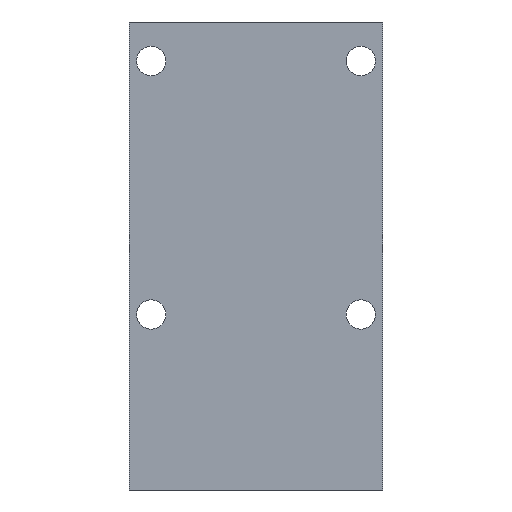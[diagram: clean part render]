
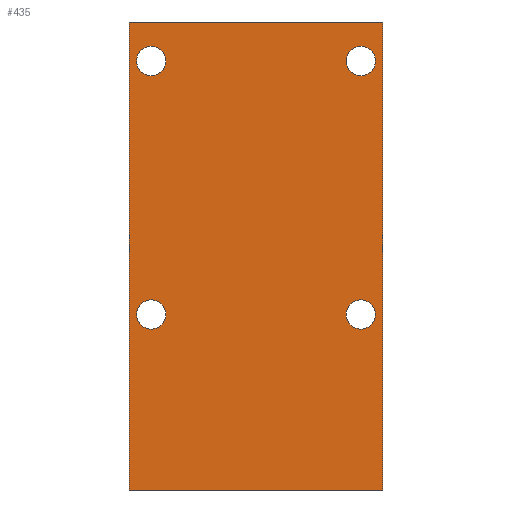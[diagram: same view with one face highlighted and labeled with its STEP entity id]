
A CAD part, front view. The second image highlights one B-rep face of the part: STEP entity #435.
In plain terms, the highlighted planar face has unit normal (0, -1, 0).
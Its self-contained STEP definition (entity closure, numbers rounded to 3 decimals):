
#23=FACE_BOUND('',#89,.T.);
#24=FACE_BOUND('',#90,.T.);
#25=FACE_BOUND('',#91,.T.);
#26=FACE_BOUND('',#92,.T.);
#36=PLANE('',#485);
#58=FACE_OUTER_BOUND('',#88,.T.);
#88=EDGE_LOOP('',(#377,#378,#379,#380));
#89=EDGE_LOOP('',(#381));
#90=EDGE_LOOP('',(#382));
#91=EDGE_LOOP('',(#383));
#92=EDGE_LOOP('',(#384));
#115=LINE('',#675,#159);
#133=LINE('',#713,#177);
#134=LINE('',#714,#178);
#135=LINE('',#715,#179);
#159=VECTOR('',#560,10.);
#177=VECTOR('',#590,10.);
#178=VECTOR('',#591,10.);
#179=VECTOR('',#592,10.);
#191=CIRCLE('',#463,1.5);
#193=CIRCLE('',#466,1.5);
#195=CIRCLE('',#469,1.5);
#197=CIRCLE('',#472,1.5);
#205=VERTEX_POINT('',#625);
#207=VERTEX_POINT('',#631);
#209=VERTEX_POINT('',#637);
#211=VERTEX_POINT('',#643);
#221=VERTEX_POINT('',#672);
#222=VERTEX_POINT('',#674);
#235=VERTEX_POINT('',#711);
#236=VERTEX_POINT('',#712);
#246=EDGE_CURVE('',#205,#205,#191,.T.);
#249=EDGE_CURVE('',#207,#207,#193,.T.);
#252=EDGE_CURVE('',#209,#209,#195,.T.);
#255=EDGE_CURVE('',#211,#211,#197,.T.);
#269=EDGE_CURVE('',#221,#222,#115,.T.);
#287=EDGE_CURVE('',#235,#236,#133,.T.);
#288=EDGE_CURVE('',#236,#222,#134,.T.);
#289=EDGE_CURVE('',#235,#221,#135,.T.);
#377=ORIENTED_EDGE('',*,*,#287,.T.);
#378=ORIENTED_EDGE('',*,*,#288,.T.);
#379=ORIENTED_EDGE('',*,*,#269,.F.);
#380=ORIENTED_EDGE('',*,*,#289,.F.);
#381=ORIENTED_EDGE('',*,*,#246,.T.);
#382=ORIENTED_EDGE('',*,*,#249,.T.);
#383=ORIENTED_EDGE('',*,*,#252,.T.);
#384=ORIENTED_EDGE('',*,*,#255,.T.);
#435=ADVANCED_FACE('',(#58,#23,#24,#25,#26),#36,.T.);
#463=AXIS2_PLACEMENT_3D('',#627,#512,#513);
#466=AXIS2_PLACEMENT_3D('',#633,#519,#520);
#469=AXIS2_PLACEMENT_3D('',#639,#526,#527);
#472=AXIS2_PLACEMENT_3D('',#645,#533,#534);
#485=AXIS2_PLACEMENT_3D('',#710,#588,#589);
#512=DIRECTION('center_axis',(0.,1.,0.));
#513=DIRECTION('ref_axis',(-1.,0.,0.));
#519=DIRECTION('center_axis',(0.,1.,0.));
#520=DIRECTION('ref_axis',(-1.,0.,0.));
#526=DIRECTION('center_axis',(0.,1.,0.));
#527=DIRECTION('ref_axis',(-1.,0.,0.));
#533=DIRECTION('center_axis',(0.,1.,0.));
#534=DIRECTION('ref_axis',(-1.,0.,0.));
#560=DIRECTION('',(1.,0.,0.));
#588=DIRECTION('center_axis',(0.,-1.,0.));
#589=DIRECTION('ref_axis',(1.,0.,0.));
#590=DIRECTION('',(1.,0.,0.));
#591=DIRECTION('',(0.,0.,1.));
#592=DIRECTION('',(0.,0.,1.));
#625=CARTESIAN_POINT('',(3.75,0.,44.));
#627=CARTESIAN_POINT('Origin',(2.25,0.,44.));
#631=CARTESIAN_POINT('',(25.25,0.,18.));
#633=CARTESIAN_POINT('Origin',(23.75,0.,18.));
#637=CARTESIAN_POINT('',(25.25,0.,44.));
#639=CARTESIAN_POINT('Origin',(23.75,0.,44.));
#643=CARTESIAN_POINT('',(3.75,0.,18.));
#645=CARTESIAN_POINT('Origin',(2.25,0.,18.));
#672=CARTESIAN_POINT('',(0.,0.,48.));
#674=CARTESIAN_POINT('',(26.,0.,48.));
#675=CARTESIAN_POINT('',(0.,0.,48.));
#710=CARTESIAN_POINT('Origin',(0.,0.,0.));
#711=CARTESIAN_POINT('',(0.,0.,0.));
#712=CARTESIAN_POINT('',(26.,0.,0.));
#713=CARTESIAN_POINT('',(0.,0.,0.));
#714=CARTESIAN_POINT('',(26.,0.,0.));
#715=CARTESIAN_POINT('',(0.,0.,0.));
